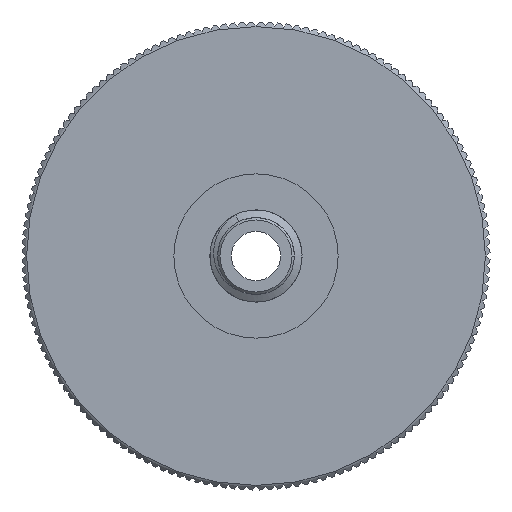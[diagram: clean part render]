
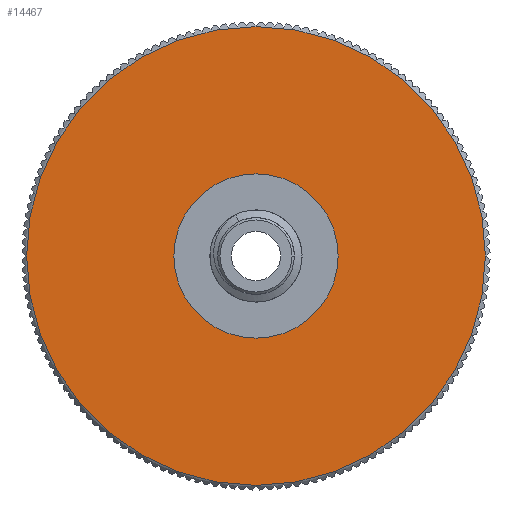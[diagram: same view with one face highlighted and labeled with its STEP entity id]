
A CAD part, front view. The second image highlights one B-rep face of the part: STEP entity #14467.
In plain terms, the highlighted planar face has unit normal (0, -1, 0).
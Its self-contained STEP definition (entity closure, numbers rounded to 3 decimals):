
#3605=CARTESIAN_POINT('',(0.,0.,0.));
#3606=DIRECTION('',(0.,-1.,0.));
#3607=DIRECTION('',(-1.,0.,0.));
#3608=AXIS2_PLACEMENT_3D('',#3605,#3606,#3607);
#3610=CARTESIAN_POINT('',(0.,0.,0.));
#3611=DIRECTION('',(0.,-1.,0.));
#3612=DIRECTION('',(1.,0.,0.));
#3613=AXIS2_PLACEMENT_3D('',#3610,#3611,#3612);
#3615=CARTESIAN_POINT('',(0.,0.,0.));
#3616=DIRECTION('',(0.,1.,0.));
#3617=DIRECTION('',(-1.,0.,0.));
#3618=AXIS2_PLACEMENT_3D('',#3615,#3616,#3617);
#3620=CARTESIAN_POINT('',(0.,0.,0.));
#3621=DIRECTION('',(0.,1.,0.));
#3622=DIRECTION('',(1.,0.,0.));
#3623=AXIS2_PLACEMENT_3D('',#3620,#3621,#3622);
#12702=CARTESIAN_POINT('',(-14.95,0.,0.));
#12703=CARTESIAN_POINT('',(14.95,0.,0.));
#12704=VERTEX_POINT('',#12702);
#12705=VERTEX_POINT('',#12703);
#14434=CARTESIAN_POINT('',(-4.7,0.,0.));
#14435=CARTESIAN_POINT('',(4.7,0.,0.));
#14436=VERTEX_POINT('',#14434);
#14437=VERTEX_POINT('',#14435);
#14450=CARTESIAN_POINT('',(0.,0.,0.));
#14451=DIRECTION('',(0.,1.,0.));
#14452=DIRECTION('',(1.,0.,0.));
#14453=AXIS2_PLACEMENT_3D('',#14450,#14451,#14452);
#14454=PLANE('',#14453);
#14456=ORIENTED_EDGE('',*,*,#14455,.F.);
#14458=ORIENTED_EDGE('',*,*,#14457,.F.);
#14459=EDGE_LOOP('',(#14456,#14458));
#14460=FACE_OUTER_BOUND('',#14459,.F.);
#14462=ORIENTED_EDGE('',*,*,#14461,.F.);
#14464=ORIENTED_EDGE('',*,*,#14463,.F.);
#14465=EDGE_LOOP('',(#14462,#14464));
#14466=FACE_BOUND('',#14465,.F.);
#14467=ADVANCED_FACE('',(#14460,#14466),#14454,.F.);
#3609=CIRCLE('',#3608,14.95);
#3614=CIRCLE('',#3613,14.95);
#3619=CIRCLE('',#3618,4.7);
#3624=CIRCLE('',#3623,4.7);
#14455=EDGE_CURVE('',#12704,#12705,#3609,.T.);
#14457=EDGE_CURVE('',#12705,#12704,#3614,.T.);
#14461=EDGE_CURVE('',#14436,#14437,#3619,.T.);
#14463=EDGE_CURVE('',#14437,#14436,#3624,.T.);
